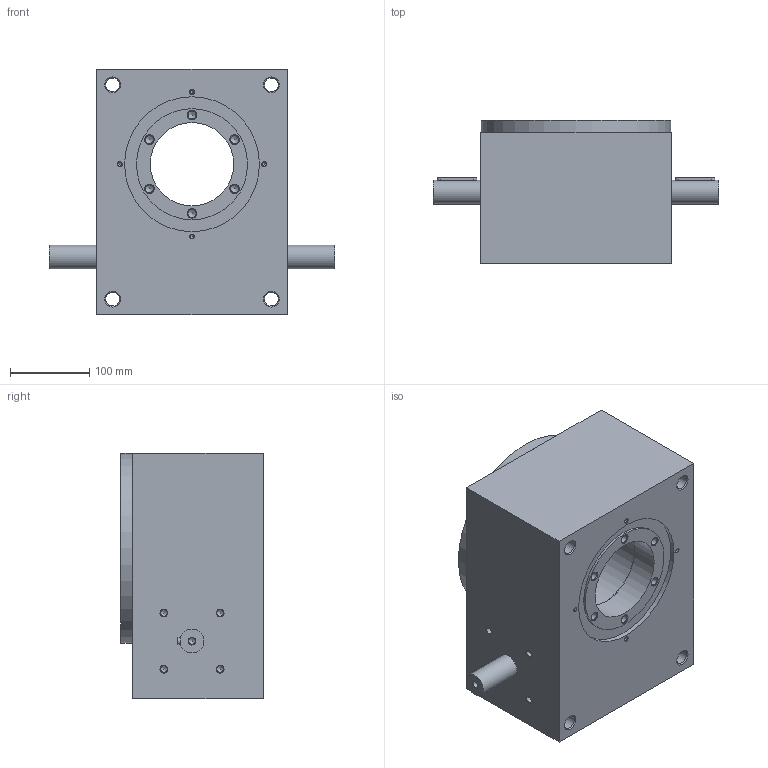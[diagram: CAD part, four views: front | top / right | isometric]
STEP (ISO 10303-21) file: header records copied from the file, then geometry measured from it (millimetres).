
FILE_DESCRIPTION( ( 'STEP AP214' ), ' ' );
FILE_NAME( 'K117_B_-_R.1_5_C.1_-_-_-_-_-_-_-_-.stp', '2017-09-28T15:38:15', ( '' ), ( '' ), ' ', 'PARTsolutions', ' ' );
FILE_SCHEMA( ( 'AUTOMOTIVE_DESIGN { 1 0 10303 214 1 1 1 1 }' ) );
Length unit declared in the file: millimetre
Products named in the file (3): K117_B_-_R.1/5_C.1_-_-_-_-_-_-_-_-; _117_11-case; _117-shaft
Assembly tree (3 placements, depth 2):
  K117_B_-_R.1/5_C.1_-_-_-_-_-_-_-_-
    _117_11-case
    _117-shaft  x2
Bounding box: 360 x 180 x 310 mm (x, y, z)
Volume: 11129454.3 mm3; surface area: 503365.3 mm2
Topology: 3 solids, 3 shells, 294 faces, 716 edges, 461 vertices
Faces by surface type: plane 144, cylinder 86, cone 64
Full cylindrical faces by diameter (mm): 4.917 x8, 8.376 x10, 10.106 x12, 17.294 x4, 17.5 x4, 21 x6, 30 x3, 105 x2, 106 x1, 140 x2, 170 x2, 239 x1
Entity records: 9840 total; most frequent: CARTESIAN_POINT 1316, DIRECTION 1302, ORIENTED_EDGE 1070, EDGE_CURVE 535, AXIS2_PLACEMENT_3D 482, EDGE_LOOP 442, VERTEX_POINT 432, LINE 338
